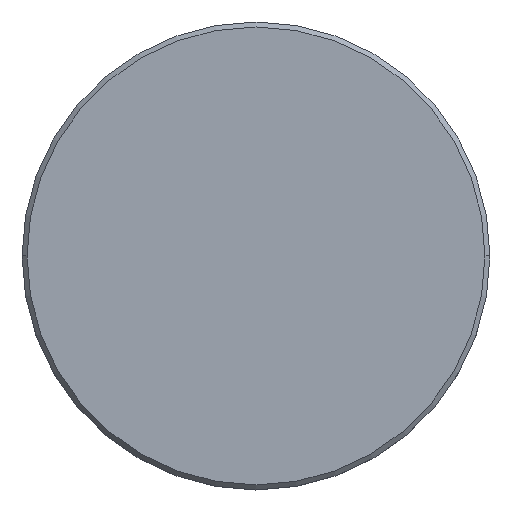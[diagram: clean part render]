
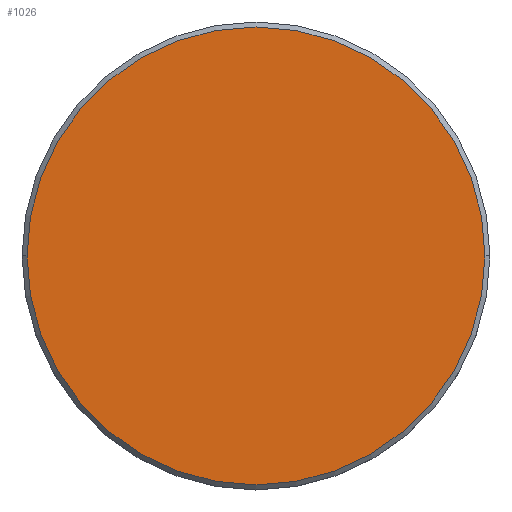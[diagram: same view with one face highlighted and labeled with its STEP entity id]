
A CAD part, top view. The second image highlights one B-rep face of the part: STEP entity #1026.
In plain terms, the highlighted planar face has unit normal (0, 0, 1).
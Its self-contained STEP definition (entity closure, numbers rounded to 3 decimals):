
#9 = AXIS2_PLACEMENT_3D ( 'NONE', #1155, #341, #420 ) ;
#124 = CARTESIAN_POINT ( 'NONE',  ( 23., 0., 0. ) ) ;
#161 = PLANE ( 'NONE',  #1021 ) ;
#238 = FACE_OUTER_BOUND ( 'NONE', #317, .T. ) ;
#297 = AXIS2_PLACEMENT_3D ( 'NONE', #454, #834, #812 ) ;
#317 = EDGE_LOOP ( 'NONE', ( #1145, #387 ) ) ;
#341 = DIRECTION ( 'NONE',  ( 0., 0., 1. ) ) ;
#387 = ORIENTED_EDGE ( 'NONE', *, *, #452, .T. ) ;
#420 = DIRECTION ( 'NONE',  ( 1., 0., 0. ) ) ;
#452 = EDGE_CURVE ( 'NONE', #561, #509, #760, .T. ) ;
#454 = CARTESIAN_POINT ( 'NONE',  ( 0., 0., 0. ) ) ;
#474 = CARTESIAN_POINT ( 'NONE',  ( -23., 0., 0. ) ) ;
#500 = CIRCLE ( 'NONE', #9, 23. ) ;
#509 = VERTEX_POINT ( 'NONE', #474 ) ;
#561 = VERTEX_POINT ( 'NONE', #124 ) ;
#719 = EDGE_CURVE ( 'NONE', #509, #561, #500, .T. ) ;
#760 = CIRCLE ( 'NONE', #297, 23. ) ;
#799 = DIRECTION ( 'NONE',  ( 0., 0., 1. ) ) ;
#812 = DIRECTION ( 'NONE',  ( 1., 0., 0. ) ) ;
#834 = DIRECTION ( 'NONE',  ( 0., 0., 1. ) ) ;
#855 = CARTESIAN_POINT ( 'NONE',  ( 0., 0., 0. ) ) ;
#953 = DIRECTION ( 'NONE',  ( 1., 0., 0. ) ) ;
#1021 = AXIS2_PLACEMENT_3D ( 'NONE', #855, #799, #953 ) ;
#1026 = ADVANCED_FACE ( 'NONE', ( #238 ), #161, .T. ) ;
#1145 = ORIENTED_EDGE ( 'NONE', *, *, #719, .T. ) ;
#1155 = CARTESIAN_POINT ( 'NONE',  ( 0., 0., 0. ) ) ;
